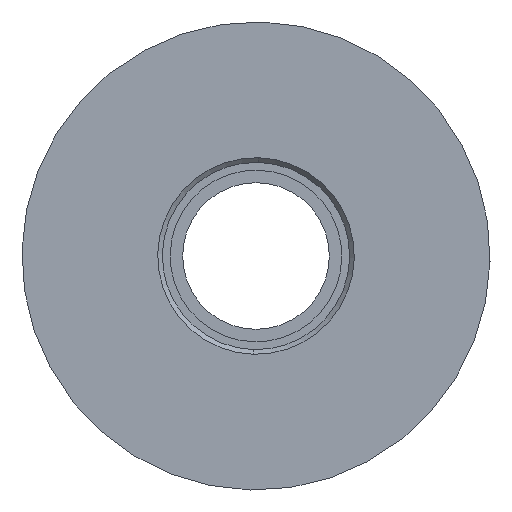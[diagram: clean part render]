
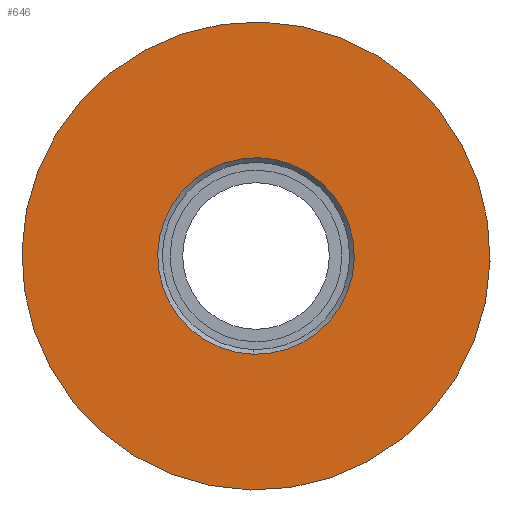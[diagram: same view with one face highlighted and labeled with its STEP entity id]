
A CAD part, left-side view. The second image highlights one B-rep face of the part: STEP entity #646.
In plain terms, the highlighted face is planar.
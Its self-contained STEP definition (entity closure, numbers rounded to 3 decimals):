
#43 = ORIENTED_EDGE ( 'NONE', *, *, #634, .T. ) ;
#52 = ORIENTED_EDGE ( 'NONE', *, *, #624, .T. ) ;
#66 = CARTESIAN_POINT ( 'NONE',  ( 0., 0., 15. ) ) ;
#134 = DIRECTION ( 'NONE',  ( 0., 0., -1. ) ) ;
#135 = DIRECTION ( 'NONE',  ( 0., -1., 0. ) ) ;
#136 = CARTESIAN_POINT ( 'NONE',  ( 0., 0., 0. ) ) ;
#147 = ORIENTED_EDGE ( 'NONE', *, *, #626, .T. ) ;
#166 = CARTESIAN_POINT ( 'NONE',  ( 0., 0., -15. ) ) ;
#176 = CARTESIAN_POINT ( 'NONE',  ( 0., 0., -6.3 ) ) ;
#182 = CARTESIAN_POINT ( 'NONE',  ( 0., 0., 6.3 ) ) ;
#218 = VERTEX_POINT ( 'NONE', #66 ) ;
#227 = EDGE_LOOP ( 'NONE', ( #147, #331 ) ) ;
#228 = EDGE_LOOP ( 'NONE', ( #43, #52 ) ) ;
#238 = VERTEX_POINT ( 'NONE', #182 ) ;
#243 = VERTEX_POINT ( 'NONE', #176 ) ;
#253 = VERTEX_POINT ( 'NONE', #166 ) ;
#331 = ORIENTED_EDGE ( 'NONE', *, *, #595, .T. ) ;
#419 = DIRECTION ( 'NONE',  ( 0., 0., -1. ) ) ;
#422 = DIRECTION ( 'NONE',  ( 0., -1., 0. ) ) ;
#424 = CARTESIAN_POINT ( 'NONE',  ( 0., 0., 0. ) ) ;
#444 = DIRECTION ( 'NONE',  ( 0., 0., 1. ) ) ;
#449 = DIRECTION ( 'NONE',  ( 0., 1., 0. ) ) ;
#459 = CARTESIAN_POINT ( 'NONE',  ( 0., 0., 0. ) ) ;
#508 = DIRECTION ( 'NONE',  ( 0., 0., 1. ) ) ;
#509 = PLANE ( 'NONE',  #741 ) ;
#510 = FACE_OUTER_BOUND ( 'NONE', #227, .T. ) ;
#512 = FACE_BOUND ( 'NONE', #228, .T. ) ;
#513 = CARTESIAN_POINT ( 'NONE',  ( -6., 0., 0. ) ) ;
#515 = DIRECTION ( 'NONE',  ( 0., 1., 0. ) ) ;
#569 = DIRECTION ( 'NONE',  ( 0., 0., 1. ) ) ;
#570 = DIRECTION ( 'NONE',  ( 0., 1., 0. ) ) ;
#571 = CARTESIAN_POINT ( 'NONE',  ( 0., 0., 0. ) ) ;
#595 = EDGE_CURVE ( 'NONE', #218, #253, #698, .T. ) ;
#624 = EDGE_CURVE ( 'NONE', #238, #243, #774, .T. ) ;
#626 = EDGE_CURVE ( 'NONE', #253, #218, #768, .T. ) ;
#634 = EDGE_CURVE ( 'NONE', #243, #238, #675, .T. ) ;
#646 = ADVANCED_FACE ( 'NONE', ( #512, #510 ), #509, .F. ) ;
#675 = CIRCLE ( 'NONE', #750, 6.3 ) ;
#695 = AXIS2_PLACEMENT_3D ( 'NONE', #136, #135, #134 ) ;
#698 = CIRCLE ( 'NONE', #695, 15. ) ;
#708 = AXIS2_PLACEMENT_3D ( 'NONE', #424, #422, #419 ) ;
#741 = AXIS2_PLACEMENT_3D ( 'NONE', #513, #515, #508 ) ;
#750 = AXIS2_PLACEMENT_3D ( 'NONE', #571, #570, #569 ) ;
#753 = AXIS2_PLACEMENT_3D ( 'NONE', #459, #449, #444 ) ;
#768 = CIRCLE ( 'NONE', #708, 15. ) ;
#774 = CIRCLE ( 'NONE', #753, 6.3 ) ;
